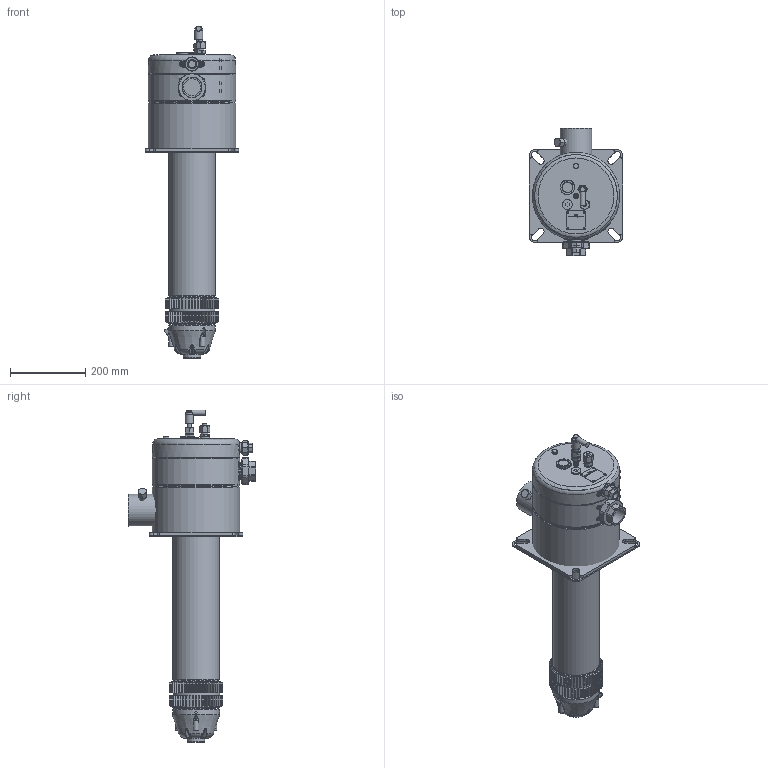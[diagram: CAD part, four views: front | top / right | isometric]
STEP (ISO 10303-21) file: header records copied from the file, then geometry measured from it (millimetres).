
FILE_DESCRIPTION(/* description */ (''),/* implementation_level */ '2;1');
FILE_NAME(/* name */ 'CAD00011953_Shrinkwrap_1.stp',/* time_stamp */ '2022-04-10T18:44:41+02:00',/* author */ ('A.Saewe'),/* organization */ (''),/* preprocessor_version */ 'ST-DEVELOPER v18.1',/* originating_system */ 'Autodesk Inventor 2022',/* authorisation */ '');
FILE_SCHEMA (('AUTOMOTIVE_DESIGN { 1 0 10303 214 3 1 1 }'));
Products named in the file (1): CAD00011953_Shrinkwrap_1
Bounding box: 248 x 340.49 x 883.4 mm (x, y, z)
Volume: 28395199.1 mm3; surface area: 1948897.5 mm2
Topology: 51 solids, 51 shells, 2415 faces, 5973 edges, 3865 vertices
Faces by surface type: plane 1111, cylinder 505, bspline 365, cone 347, torus 69, sphere 18
Full cylindrical faces by diameter (mm): 0.5 x1, 2 x4, 2.5 x4, 4.5 x1, 5 x4, 6 x4, 7.323 x1, 8 x3, 8.5 x4, 9 x5, 9.73 x4, 9.98 x1, 10 x9, 11.4 x1, 13 x2, 13.4 x1, 14 x2, 14.161 x1, 14.5 x1, 15 x1, 15.6 x1, 16 x1, 16.6 x1, 16.66 x2, 17.6 x1, 18 x1, 18.631 x1, 20.955 x1, 21.5 x1, 21.8 x1
Entity records: 79980 total; most frequent: CARTESIAN_POINT 23001, ORIENTED_EDGE 11912, DIRECTION 10385, EDGE_CURVE 5956, VERTEX_POINT 3865, AXIS2_PLACEMENT_3D 3803, LINE 2779, VECTOR 2779
